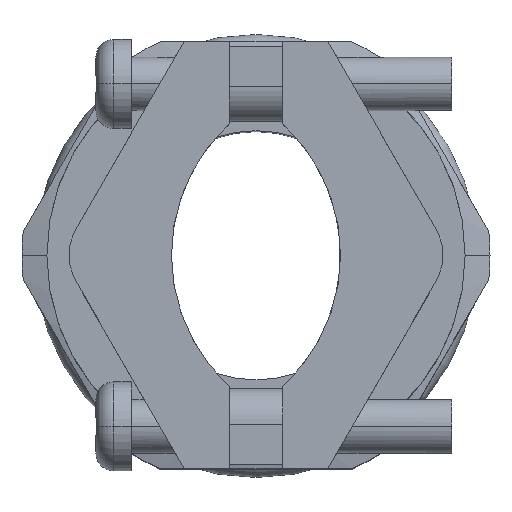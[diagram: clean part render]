
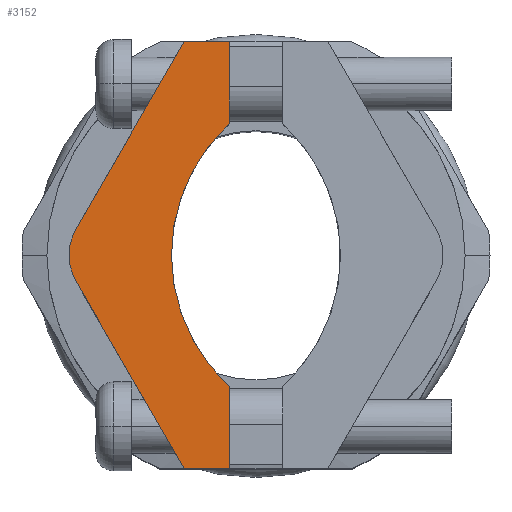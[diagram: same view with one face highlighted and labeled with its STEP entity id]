
A CAD part, top view. The second image highlights one B-rep face of the part: STEP entity #3152.
In plain terms, the highlighted planar face has unit normal (0, 0, 1).
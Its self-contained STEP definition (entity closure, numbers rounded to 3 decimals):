
#161 = DIRECTION ( 'NONE',  ( 0., 1., 0. ) ) ;
#162 = VECTOR ( 'NONE', #161, 1000. ) ;
#171 = CARTESIAN_POINT ( 'NONE',  ( -1.5, -8.177, 34.5 ) ) ;
#188 = CARTESIAN_POINT ( 'NONE',  ( -1.5, 7.378, 34.5 ) ) ;
#190 = CARTESIAN_POINT ( 'NONE',  ( -1.5, -7.378, 34.5 ) ) ;
#191 = LINE ( 'NONE', #190, #162 ) ;
#204 = CARTESIAN_POINT ( 'NONE',  ( -1.5, -12., 34.5 ) ) ;
#214 = VECTOR ( 'NONE', #233, 1000. ) ;
#233 = DIRECTION ( 'NONE',  ( 0., 1., 0. ) ) ;
#245 = LINE ( 'NONE', #188, #214 ) ;
#276 = DIRECTION ( 'NONE',  ( 0., 1., 0. ) ) ;
#300 = CARTESIAN_POINT ( 'NONE',  ( -1.5, -7.378, 34.5 ) ) ;
#322 = VECTOR ( 'NONE', #276, 1000. ) ;
#323 = CARTESIAN_POINT ( 'NONE',  ( -1.5, -7.378, 34.5 ) ) ;
#324 = LINE ( 'NONE', #323, #322 ) ;
#486 = CARTESIAN_POINT ( 'NONE',  ( -1.5, -11.75, 34.5 ) ) ;
#1032 = AXIS2_PLACEMENT_3D ( 'NONE', #1138, #1137, #1136 ) ;
#1034 = DIRECTION ( 'NONE',  ( 0., 1., 0. ) ) ;
#1035 = VECTOR ( 'NONE', #1034, 1000. ) ;
#1036 = CARTESIAN_POINT ( 'NONE',  ( -1.5, -7.378, 34.5 ) ) ;
#1037 = LINE ( 'NONE', #1036, #1035 ) ;
#1050 = CARTESIAN_POINT ( 'NONE',  ( -7.5, 0., 34.5 ) ) ;
#1074 = CARTESIAN_POINT ( 'NONE',  ( -4.036, 12., 34.5 ) ) ;
#1075 = DIRECTION ( 'NONE',  ( -1., 0., 0. ) ) ;
#1076 = VECTOR ( 'NONE', #1075, 1000. ) ;
#1077 = CARTESIAN_POINT ( 'NONE',  ( -1.5, 12., 34.5 ) ) ;
#1078 = LINE ( 'NONE', #1077, #1076 ) ;
#1083 = CIRCLE ( 'NONE', #1085, 3. ) ;
#1085 = AXIS2_PLACEMENT_3D ( 'NONE', #1050, #1142, #1141 ) ;
#1089 = CARTESIAN_POINT ( 'NONE',  ( -10.098, 1.5, 34.5 ) ) ;
#1124 = DIRECTION ( 'NONE',  ( 0., 1., 0. ) ) ;
#1125 = VECTOR ( 'NONE', #1124, 1000. ) ;
#1126 = CARTESIAN_POINT ( 'NONE',  ( -1.5, 7.378, 34.5 ) ) ;
#1127 = LINE ( 'NONE', #1126, #1125 ) ;
#1136 = DIRECTION ( 'NONE',  ( 1., 0., 0. ) ) ;
#1137 = DIRECTION ( 'NONE',  ( 0., 0., -1. ) ) ;
#1138 = CARTESIAN_POINT ( 'NONE',  ( 5.25, 0., 34.5 ) ) ;
#1139 = CIRCLE ( 'NONE', #1032, 10. ) ;
#1141 = DIRECTION ( 'NONE',  ( 1., 0., 0. ) ) ;
#1142 = DIRECTION ( 'NONE',  ( 0., 0., 1. ) ) ;
#1160 = CARTESIAN_POINT ( 'NONE',  ( -4.036, -12., 34.5 ) ) ;
#1174 = DIRECTION ( 'NONE',  ( 1., 0., 0. ) ) ;
#1175 = VECTOR ( 'NONE', #1174, 1000. ) ;
#1178 = DIRECTION ( 'NONE',  ( 0.5, -0.866, 0. ) ) ;
#1179 = VECTOR ( 'NONE', #1178, 1000. ) ;
#1180 = CARTESIAN_POINT ( 'NONE',  ( -4.036, -12., 34.5 ) ) ;
#1181 = LINE ( 'NONE', #1180, #1179 ) ;
#1194 = CARTESIAN_POINT ( 'NONE',  ( -1.5, -12., 34.5 ) ) ;
#1268 = LINE ( 'NONE', #1194, #1175 ) ;
#1293 = DIRECTION ( 'NONE',  ( -0.5, -0.866, 0. ) ) ;
#1294 = VECTOR ( 'NONE', #1293, 1000. ) ;
#1295 = CARTESIAN_POINT ( 'NONE',  ( -4.036, 12., 34.5 ) ) ;
#1296 = LINE ( 'NONE', #1295, #1294 ) ;
#1309 = PLANE ( 'NONE',  #1342 ) ;
#1342 = AXIS2_PLACEMENT_3D ( 'NONE', #1400, #1399, #1398 ) ;
#1395 = FACE_OUTER_BOUND ( 'NONE', #2962, .T. ) ;
#1398 = DIRECTION ( 'NONE',  ( 1., 0., 0. ) ) ;
#1399 = DIRECTION ( 'NONE',  ( 0., 0., 1. ) ) ;
#1400 = CARTESIAN_POINT ( 'NONE',  ( -7.5, 0., 34.5 ) ) ;
#1806 = EDGE_CURVE ( 'NONE', #2541, #1818, #3976, .T. ) ;
#1815 = VERTEX_POINT ( 'NONE', #3951 ) ;
#1818 = VERTEX_POINT ( 'NONE', #3882 ) ;
#1821 = EDGE_CURVE ( 'NONE', #1815, #2502, #3932, .T. ) ;
#2502 = VERTEX_POINT ( 'NONE', #4346 ) ;
#2541 = VERTEX_POINT ( 'NONE', #4357 ) ;
#2586 = VERTEX_POINT ( 'NONE', #4486 ) ;
#2626 = VERTEX_POINT ( 'NONE', #4518 ) ;
#2633 = VERTEX_POINT ( 'NONE', #4517 ) ;
#2638 = EDGE_CURVE ( 'NONE', #2633, #2586, #4422, .T. ) ;
#2953 = EDGE_CURVE ( 'NONE', #2958, #1815, #1083, .T. ) ;
#2958 = VERTEX_POINT ( 'NONE', #1089 ) ;
#2962 = EDGE_LOOP ( 'NONE', ( #2971, #3065, #2970, #3074, #2974, #2991, #2973, #2994, #2990, #2983, #2993, #3043, #3097, #3045 ) ) ;
#2970 = ORIENTED_EDGE ( 'NONE', *, *, #2972, .T. ) ;
#2971 = ORIENTED_EDGE ( 'NONE', *, *, #3069, .T. ) ;
#2972 = EDGE_CURVE ( 'NONE', #4869, #4714, #1037, .T. ) ;
#2973 = ORIENTED_EDGE ( 'NONE', *, *, #4690, .T. ) ;
#2974 = ORIENTED_EDGE ( 'NONE', *, *, #3031, .T. ) ;
#2982 = EDGE_CURVE ( 'NONE', #2586, #2997, #1078, .T. ) ;
#2983 = ORIENTED_EDGE ( 'NONE', *, *, #2982, .T. ) ;
#2990 = ORIENTED_EDGE ( 'NONE', *, *, #2638, .T. ) ;
#2991 = ORIENTED_EDGE ( 'NONE', *, *, #1806, .T. ) ;
#2992 = EDGE_CURVE ( 'NONE', #2626, #2633, #1127, .T. ) ;
#2993 = ORIENTED_EDGE ( 'NONE', *, *, #3056, .T. ) ;
#2994 = ORIENTED_EDGE ( 'NONE', *, *, #2992, .T. ) ;
#2997 = VERTEX_POINT ( 'NONE', #1074 ) ;
#3028 = VERTEX_POINT ( 'NONE', #1160 ) ;
#3031 = EDGE_CURVE ( 'NONE', #4779, #2541, #1139, .T. ) ;
#3043 = ORIENTED_EDGE ( 'NONE', *, *, #2953, .T. ) ;
#3045 = ORIENTED_EDGE ( 'NONE', *, *, #3064, .T. ) ;
#3056 = EDGE_CURVE ( 'NONE', #2997, #2958, #1296, .T. ) ;
#3064 = EDGE_CURVE ( 'NONE', #2502, #3028, #1181, .T. ) ;
#3065 = ORIENTED_EDGE ( 'NONE', *, *, #4857, .T. ) ;
#3069 = EDGE_CURVE ( 'NONE', #3028, #4709, #1268, .T. ) ;
#3074 = ORIENTED_EDGE ( 'NONE', *, *, #4780, .T. ) ;
#3097 = ORIENTED_EDGE ( 'NONE', *, *, #1821, .T. ) ;
#3152 = ADVANCED_FACE ( 'NONE', ( #1395 ), #1309, .T. ) ;
#3881 = AXIS2_PLACEMENT_3D ( 'NONE', #3964, #3922, #3921 ) ;
#3882 = CARTESIAN_POINT ( 'NONE',  ( -1.5, 7.378, 34.5 ) ) ;
#3921 = DIRECTION ( 'NONE',  ( 1., 0., 0. ) ) ;
#3922 = DIRECTION ( 'NONE',  ( 0., 0., -1. ) ) ;
#3932 = CIRCLE ( 'NONE', #3945, 3. ) ;
#3945 = AXIS2_PLACEMENT_3D ( 'NONE', #3969, #3968, #3967 ) ;
#3951 = CARTESIAN_POINT ( 'NONE',  ( -10.5, 0., 34.5 ) ) ;
#3964 = CARTESIAN_POINT ( 'NONE',  ( 5.25, 0., 34.5 ) ) ;
#3967 = DIRECTION ( 'NONE',  ( 1., 0., 0. ) ) ;
#3968 = DIRECTION ( 'NONE',  ( 0., 0., 1. ) ) ;
#3969 = CARTESIAN_POINT ( 'NONE',  ( -7.5, 0., 34.5 ) ) ;
#3976 = CIRCLE ( 'NONE', #3881, 10. ) ;
#4346 = CARTESIAN_POINT ( 'NONE',  ( -10.098, -1.5, 34.5 ) ) ;
#4357 = CARTESIAN_POINT ( 'NONE',  ( -4.75, 0., 34.5 ) ) ;
#4417 = DIRECTION ( 'NONE',  ( 0., 1., 0. ) ) ;
#4418 = VECTOR ( 'NONE', #4417, 1000. ) ;
#4419 = CARTESIAN_POINT ( 'NONE',  ( -1.5, 7.378, 34.5 ) ) ;
#4422 = LINE ( 'NONE', #4419, #4418 ) ;
#4486 = CARTESIAN_POINT ( 'NONE',  ( -1.5, 12., 34.5 ) ) ;
#4517 = CARTESIAN_POINT ( 'NONE',  ( -1.5, 11.75, 34.5 ) ) ;
#4518 = CARTESIAN_POINT ( 'NONE',  ( -1.5, 8.177, 34.5 ) ) ;
#4690 = EDGE_CURVE ( 'NONE', #1818, #2626, #245, .T. ) ;
#4709 = VERTEX_POINT ( 'NONE', #204 ) ;
#4714 = VERTEX_POINT ( 'NONE', #171 ) ;
#4779 = VERTEX_POINT ( 'NONE', #300 ) ;
#4780 = EDGE_CURVE ( 'NONE', #4714, #4779, #324, .T. ) ;
#4857 = EDGE_CURVE ( 'NONE', #4709, #4869, #191, .T. ) ;
#4869 = VERTEX_POINT ( 'NONE', #486 ) ;
